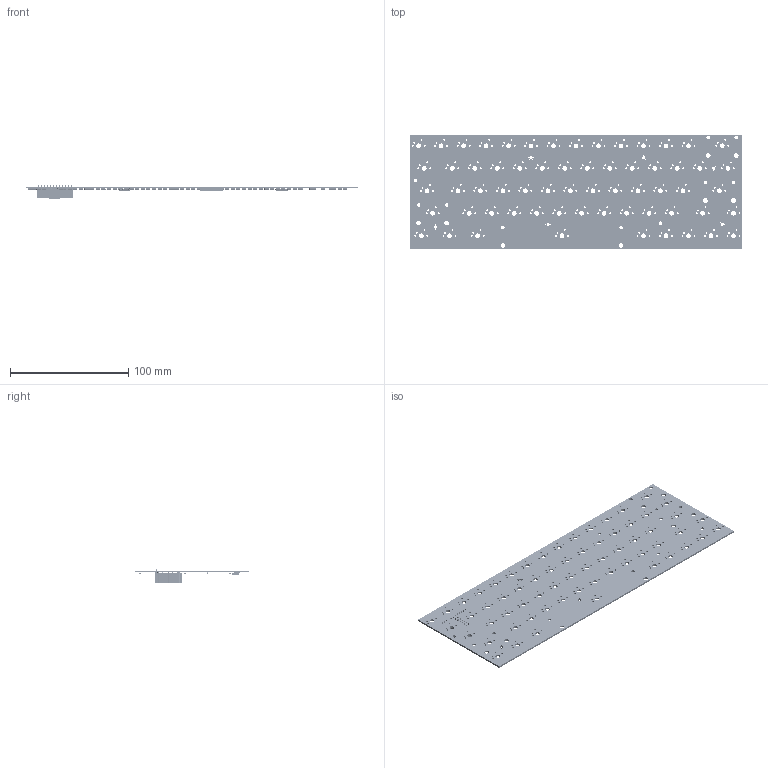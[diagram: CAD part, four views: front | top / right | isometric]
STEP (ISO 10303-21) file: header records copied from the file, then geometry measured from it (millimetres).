
FILE_DESCRIPTION(('KiCad electronic assembly'),'2;1');
FILE_NAME('keyboard2.step','2025-05-05T21:42:41',('Pcbnew'),('Kicad'), 'Open CASCADE STEP processor 7.6','KiCad to STEP converter','Unknown' );
FILE_SCHEMA(('AUTOMOTIVE_DESIGN { 1 0 10303 214 1 1 1 1 }'));
Length unit declared in the file: millimetre
Products named in the file (9): keyboard2 1; D_MiniMELF; PinSocket_1x12_P2.54mm_Vertical; R_0805_2012Metric; SOIC-16_3.9x9.9mm_P1.27mm; IDC-Header_2x06_P2.54mm_Vertical; C_0805_2012Metric; TE_1-84952-2_1x12-1MP_P1.0mm_Horizontal; keyboard2_PCB
Assembly tree (78 placements, depth 2):
  keyboard2 1
    D_MiniMELF  x63
    PinSocket_1x12_P2.54mm_Vertical
    R_0805_2012Metric  x7
    SOIC-16_3.9x9.9mm_P1.27mm  x2
    IDC-Header_2x06_P2.54mm_Vertical
    C_0805_2012Metric  x2
    TE_1-84952-2_1x12-1MP_P1.0mm_Horizontal
    keyboard2_PCB
Bounding box: 281.18 x 97.03 x 12.2 mm (x, y, z)
Volume: 41092.3 mm3; surface area: 60921.4 mm2
Topology: 78 solids, 78 shells, 2867 faces, 6647 edges, 4250 vertices
Faces by surface type: plane 1672, cylinder 961, revolution 126, bspline 80, extrusion 28
Full cylindrical faces by diameter (mm): 0.5 x64, 0.6 x2, 1 x30, 1.35 x126, 1.4 x189, 1.5 x126, 1.7 x126, 2.7 x8, 3.05 x8, 4 x71
Entity records: 51702 total; most frequent: CARTESIAN_POINT 8893, ORIENTED_EDGE 8516, DIRECTION 8505, EDGE_CURVE 4258, VECTOR 3155, LINE 3127, VERTEX_POINT 2736, AXIS2_PLACEMENT_3D 2674
